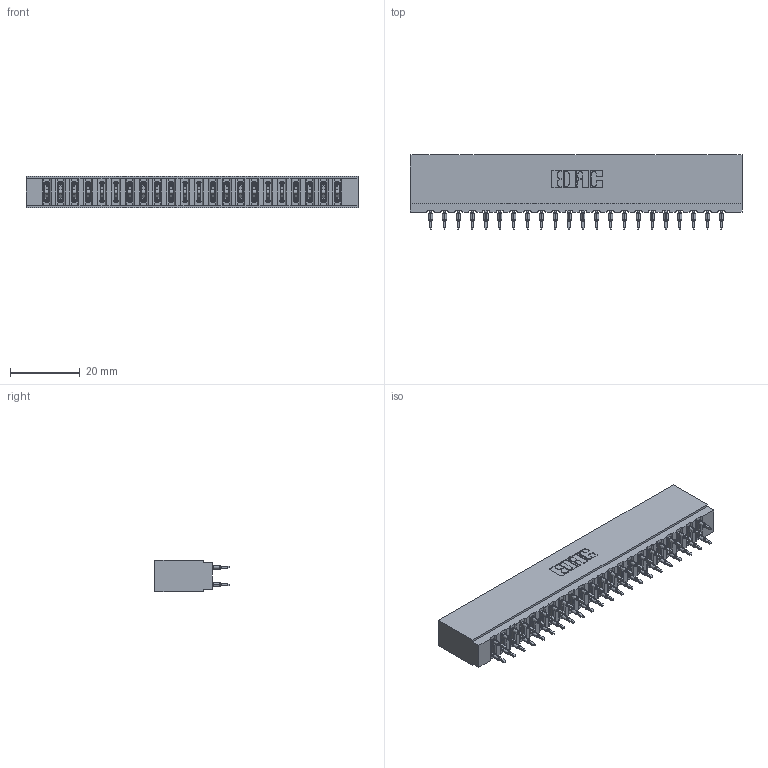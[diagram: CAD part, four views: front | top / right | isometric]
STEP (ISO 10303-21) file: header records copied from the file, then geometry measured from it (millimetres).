
FILE_DESCRIPTION (( 'STEP AP203' ), '1' );
FILE_NAME ('737-044-560-201.STEP', '2026-03-05T23:15:22', ( '' ), ( '' ), 'SwSTEP 2.0', 'SolidWorks 2023', '' );
FILE_SCHEMA (( 'CONFIG_CONTROL_DESIGN' ));
Length unit declared in the file: millimetre
Products named in the file (3): 745-292-001_560; 737-044-560-201; 737 Part_Insulator Option - 01
Assembly tree (45 placements, depth 2):
  737-044-560-201
    737 Part_Insulator Option - 01
    745-292-001_560  x44
Bounding box: 95.05 x 21.22 x 8.89 mm (x, y, z)
Volume: 9622.9 mm3; surface area: 14685.1 mm2
Topology: 45 solids, 45 shells, 4450 faces, 12179 edges, 7738 vertices
Faces by surface type: plane 2320, cylinder 986, bspline 880, torus 264
Entity records: 40784 total; most frequent: CARTESIAN_POINT 7591, ORIENTED_EDGE 6986, DIRECTION 6119, EDGE_CURVE 3493, VECTOR 3171, LINE 3171, VERTEX_POINT 2234, AXIS2_PLACEMENT_3D 1474
